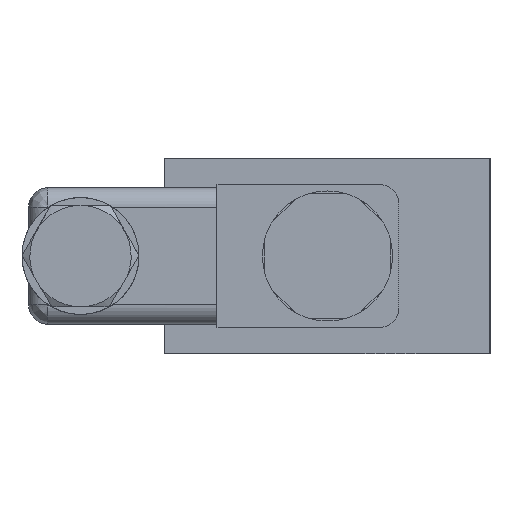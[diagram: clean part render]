
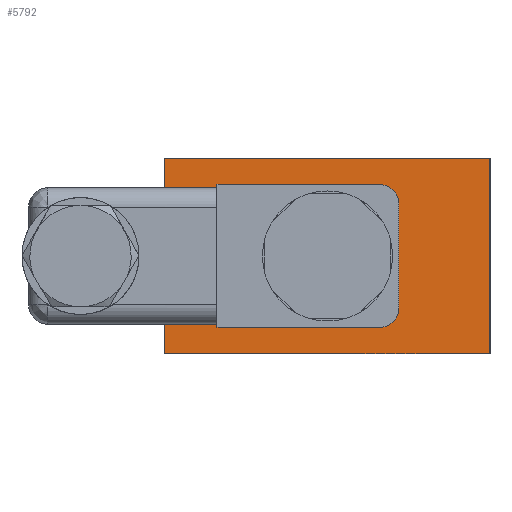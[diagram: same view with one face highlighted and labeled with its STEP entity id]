
A CAD part, left-side view. The second image highlights one B-rep face of the part: STEP entity #5792.
In plain terms, the highlighted planar face has unit normal (-1, 0, 0).
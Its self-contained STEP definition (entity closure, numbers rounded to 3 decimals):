
#8 = FACE_BOUND ( 'NONE', #726, .T. ) ;
#69 = ORIENTED_EDGE ( 'NONE', *, *, #4830, .T. ) ;
#153 = CARTESIAN_POINT ( 'NONE',  ( -76., -54., 0. ) ) ;
#212 = CARTESIAN_POINT ( 'NONE',  ( -76., -4., 15. ) ) ;
#234 = DIRECTION ( 'NONE',  ( 1., 0., 0. ) ) ;
#236 = DIRECTION ( 'NONE',  ( 0., 0., 1. ) ) ;
#239 = VERTEX_POINT ( 'NONE', #153 ) ;
#282 = VERTEX_POINT ( 'NONE', #1193 ) ;
#316 = CARTESIAN_POINT ( 'NONE',  ( -76., -24.5, 26. ) ) ;
#437 = ORIENTED_EDGE ( 'NONE', *, *, #4994, .T. ) ;
#461 = EDGE_CURVE ( 'NONE', #2019, #6268, #5929, .T. ) ;
#466 = VECTOR ( 'NONE', #4202, 1000. ) ;
#470 = DIRECTION ( 'NONE',  ( 0., -1., 0. ) ) ;
#473 = LINE ( 'NONE', #316, #5110 ) ;
#481 = VECTOR ( 'NONE', #2167, 1000. ) ;
#726 = EDGE_LOOP ( 'NONE', ( #3977, #4393, #3038, #437, #4845, #4234 ) ) ;
#970 = CARTESIAN_POINT ( 'NONE',  ( -76., -12., 4. ) ) ;
#1128 = VECTOR ( 'NONE', #4418, 1000. ) ;
#1168 = CARTESIAN_POINT ( 'NONE',  ( -76., -29., 0. ) ) ;
#1193 = CARTESIAN_POINT ( 'NONE',  ( -76., -54., 30. ) ) ;
#1205 = EDGE_LOOP ( 'NONE', ( #3135, #69, #5201, #3955 ) ) ;
#1271 = CARTESIAN_POINT ( 'NONE',  ( -76., -4., 0. ) ) ;
#1355 = CARTESIAN_POINT ( 'NONE',  ( -76., -24.5, 4. ) ) ;
#1390 = EDGE_CURVE ( 'NONE', #4224, #4689, #3703, .T. ) ;
#1469 = LINE ( 'NONE', #1778, #466 ) ;
#1545 = VECTOR ( 'NONE', #3166, 1000. ) ;
#1564 = CARTESIAN_POINT ( 'NONE',  ( -76., -37., 26. ) ) ;
#1716 = CARTESIAN_POINT ( 'NONE',  ( -76., -12., 15. ) ) ;
#1778 = CARTESIAN_POINT ( 'NONE',  ( -76., -40., 15. ) ) ;
#1850 = EDGE_CURVE ( 'NONE', #282, #2622, #2733, .T. ) ;
#2019 = VERTEX_POINT ( 'NONE', #6288 ) ;
#2125 = LINE ( 'NONE', #1716, #2947 ) ;
#2167 = DIRECTION ( 'NONE',  ( 0., 0., -1. ) ) ;
#2187 = EDGE_CURVE ( 'NONE', #6268, #2435, #2125, .T. ) ;
#2308 = CARTESIAN_POINT ( 'NONE',  ( -76., -40., 7. ) ) ;
#2435 = VERTEX_POINT ( 'NONE', #5291 ) ;
#2496 = CARTESIAN_POINT ( 'NONE',  ( -76., -4., 30. ) ) ;
#2555 = LINE ( 'NONE', #212, #481 ) ;
#2622 = VERTEX_POINT ( 'NONE', #2496 ) ;
#2626 = DIRECTION ( 'NONE',  ( 1., 0., 0. ) ) ;
#2733 = LINE ( 'NONE', #2748, #5154 ) ;
#2748 = CARTESIAN_POINT ( 'NONE',  ( -76., -29., 30. ) ) ;
#2835 = CARTESIAN_POINT ( 'NONE',  ( -76., -4., 0. ) ) ;
#2947 = VECTOR ( 'NONE', #236, 1000. ) ;
#3038 = ORIENTED_EDGE ( 'NONE', *, *, #2187, .T. ) ;
#3135 = ORIENTED_EDGE ( 'NONE', *, *, #1850, .T. ) ;
#3166 = DIRECTION ( 'NONE',  ( 0., -1., 0. ) ) ;
#3220 = DIRECTION ( 'NONE',  ( 0., 1., 0. ) ) ;
#3304 = CARTESIAN_POINT ( 'NONE',  ( -76., -54., 15. ) ) ;
#3418 = AXIS2_PLACEMENT_3D ( 'NONE', #2835, #4266, #470 ) ;
#3617 = EDGE_CURVE ( 'NONE', #239, #282, #5437, .T. ) ;
#3703 = CIRCLE ( 'NONE', #4861, 3. ) ;
#3721 = DIRECTION ( 'NONE',  ( 0., -1., 0. ) ) ;
#3955 = ORIENTED_EDGE ( 'NONE', *, *, #3617, .T. ) ;
#3977 = ORIENTED_EDGE ( 'NONE', *, *, #6055, .T. ) ;
#4040 = CARTESIAN_POINT ( 'NONE',  ( -76., -37., 7. ) ) ;
#4110 = LINE ( 'NONE', #1168, #1545 ) ;
#4202 = DIRECTION ( 'NONE',  ( 0., 0., -1. ) ) ;
#4224 = VERTEX_POINT ( 'NONE', #1564 ) ;
#4234 = ORIENTED_EDGE ( 'NONE', *, *, #5696, .T. ) ;
#4254 = DIRECTION ( 'NONE',  ( 0., 0., 1. ) ) ;
#4266 = DIRECTION ( 'NONE',  ( -1., 0., 0. ) ) ;
#4393 = ORIENTED_EDGE ( 'NONE', *, *, #461, .T. ) ;
#4418 = DIRECTION ( 'NONE',  ( 0., 1., 0. ) ) ;
#4566 = FACE_OUTER_BOUND ( 'NONE', #1205, .T. ) ;
#4567 = CARTESIAN_POINT ( 'NONE',  ( -76., -40., 23. ) ) ;
#4584 = AXIS2_PLACEMENT_3D ( 'NONE', #4040, #2626, #5025 ) ;
#4599 = VECTOR ( 'NONE', #4254, 1000. ) ;
#4689 = VERTEX_POINT ( 'NONE', #4567 ) ;
#4830 = EDGE_CURVE ( 'NONE', #2622, #5728, #2555, .T. ) ;
#4845 = ORIENTED_EDGE ( 'NONE', *, *, #1390, .T. ) ;
#4861 = AXIS2_PLACEMENT_3D ( 'NONE', #6041, #234, #5103 ) ;
#4994 = EDGE_CURVE ( 'NONE', #2435, #4224, #473, .T. ) ;
#5025 = DIRECTION ( 'NONE',  ( 0., 0., 1. ) ) ;
#5103 = DIRECTION ( 'NONE',  ( 0., 1., 0. ) ) ;
#5110 = VECTOR ( 'NONE', #3721, 1000. ) ;
#5154 = VECTOR ( 'NONE', #3220, 1000. ) ;
#5201 = ORIENTED_EDGE ( 'NONE', *, *, #5628, .T. ) ;
#5266 = VERTEX_POINT ( 'NONE', #2308 ) ;
#5288 = PLANE ( 'NONE',  #3418 ) ;
#5291 = CARTESIAN_POINT ( 'NONE',  ( -76., -12., 26. ) ) ;
#5437 = LINE ( 'NONE', #3304, #4599 ) ;
#5628 = EDGE_CURVE ( 'NONE', #5728, #239, #4110, .T. ) ;
#5696 = EDGE_CURVE ( 'NONE', #4689, #5266, #1469, .T. ) ;
#5728 = VERTEX_POINT ( 'NONE', #1271 ) ;
#5792 = ADVANCED_FACE ( 'NONE', ( #8, #4566 ), #5288, .T. ) ;
#5854 = CIRCLE ( 'NONE', #4584, 3. ) ;
#5929 = LINE ( 'NONE', #1355, #1128 ) ;
#6041 = CARTESIAN_POINT ( 'NONE',  ( -76., -37., 23. ) ) ;
#6055 = EDGE_CURVE ( 'NONE', #5266, #2019, #5854, .T. ) ;
#6268 = VERTEX_POINT ( 'NONE', #970 ) ;
#6288 = CARTESIAN_POINT ( 'NONE',  ( -76., -37., 4. ) ) ;
